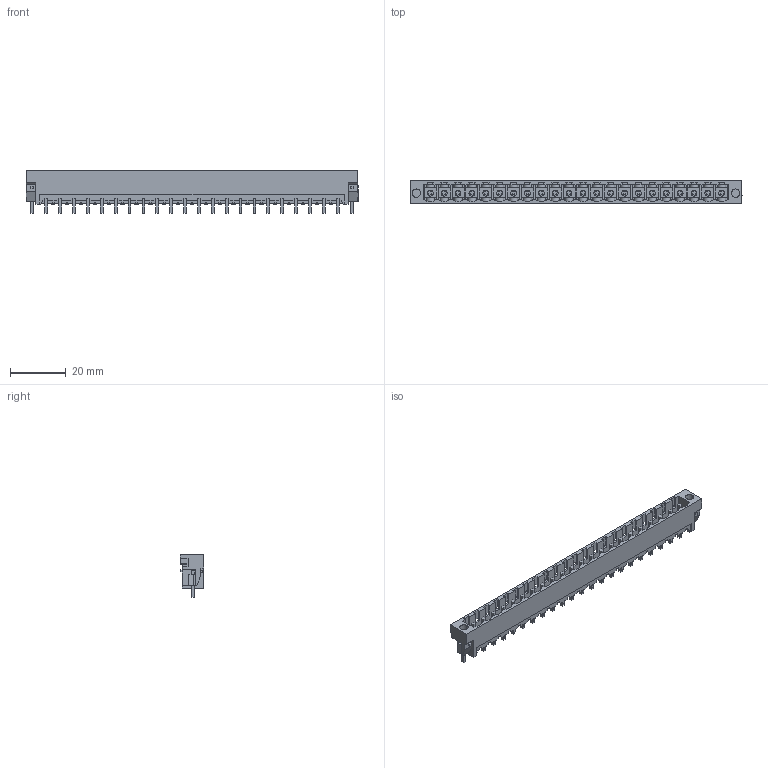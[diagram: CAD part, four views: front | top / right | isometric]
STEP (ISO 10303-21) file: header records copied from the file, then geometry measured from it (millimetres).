
FILE_DESCRIPTION(('CATIA V5 STEP Exchange','CAx-IF Rec.Pracs.--- Model Styling and Organization---1.2---2011-12-15'),'2;1');
FILE_NAME ('D1457176_0_1841590000_1841590000.stp','2018-04-12T04:52:27+00:00',('none'),('Weidmueller'),'CATIA Version 5-6 Release 2014','CATIA V5 STEP AP214','none');
FILE_SCHEMA(('AUTOMOTIVE_DESIGN { 1 0 10303 214 1 1 1 1 }'));
Length unit declared in the file: millimetre
Products named in the file (1): 1841590000
Bounding box: 119.6 x 8.43 x 15.2 mm (x, y, z)
Volume: 4428.2 mm3; surface area: 10378.1 mm2
Topology: 25 solids, 25 shells, 1462 faces, 4375 edges, 2921 vertices
Faces by surface type: plane 1222, cylinder 240
Entity records: 46018 total; most frequent: CARTESIAN_POINT 9401, ORIENTED_EDGE 8750, DIRECTION 5801, EDGE_CURVE 4375, VECTOR 3685, LINE 3685, VERTEX_POINT 2921, EDGE_LOOP 1512
